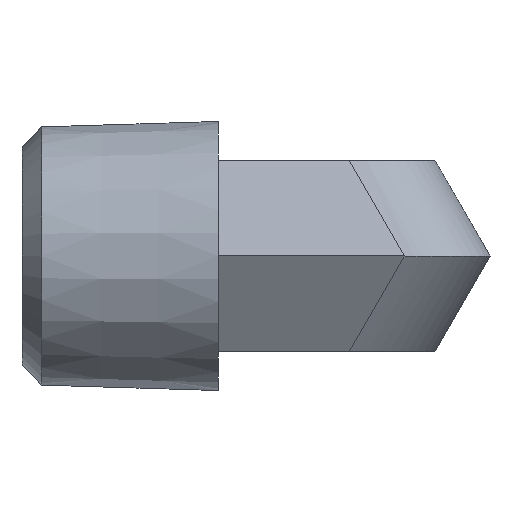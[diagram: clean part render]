
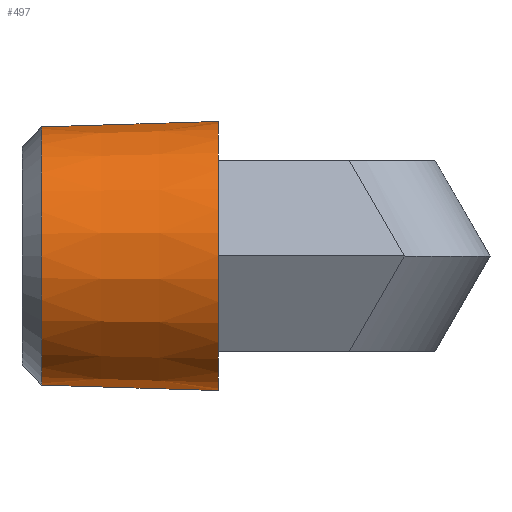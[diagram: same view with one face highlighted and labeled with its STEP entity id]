
A CAD part, left-side view. The second image highlights one B-rep face of the part: STEP entity #497.
In plain terms, the highlighted conical face has half-angle 1.77 degrees and reference radius 8.623 mm.
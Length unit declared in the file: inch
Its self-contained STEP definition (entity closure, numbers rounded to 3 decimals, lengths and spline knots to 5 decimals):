
#44 = CARTESIAN_POINT ( 'NONE',  ( 0., 0.686, -0.3395 ) ) ;
#83 = DIRECTION ( 'NONE',  ( 0., 0., -1. ) ) ;
#93 = EDGE_CURVE ( 'NONE', #751, #1320, #544, .T. ) ;
#120 = CARTESIAN_POINT ( 'NONE',  ( 0., 1.13102, 0.32575 ) ) ;
#176 = VERTEX_POINT ( 'NONE', #120 ) ;
#204 = ORIENTED_EDGE ( 'NONE', *, *, #675, .T. ) ;
#212 = CIRCLE ( 'NONE', #1331, 0.32575 ) ;
#246 = VECTOR ( 'NONE', #771, 39.37008 ) ;
#276 = CARTESIAN_POINT ( 'NONE',  ( 0., 0.686, 0. ) ) ;
#311 = DIRECTION ( 'NONE',  ( 0., 1., 0. ) ) ;
#383 = CARTESIAN_POINT ( 'NONE',  ( 0., 0.686, -0.3395 ) ) ;
#459 = CARTESIAN_POINT ( 'NONE',  ( 0., 0.686, 0.3395 ) ) ;
#497 = ADVANCED_FACE ( 'NONE', ( #741 ), #1054, .T. ) ;
#522 = EDGE_CURVE ( 'NONE', #176, #967, #212, .T. ) ;
#529 = LINE ( 'NONE', #459, #246 ) ;
#544 = CIRCLE ( 'NONE', #1174, 0.3395 ) ;
#576 = DIRECTION ( 'NONE',  ( 0., -1., 0. ) ) ;
#658 = LINE ( 'NONE', #44, #943 ) ;
#675 = EDGE_CURVE ( 'NONE', #967, #751, #658, .T. ) ;
#697 = DIRECTION ( 'NONE',  ( 0., 0., 1. ) ) ;
#700 = DIRECTION ( 'NONE',  ( 0., -1., -0.031 ) ) ;
#709 = DIRECTION ( 'NONE',  ( 0., -1., 0. ) ) ;
#741 = FACE_OUTER_BOUND ( 'NONE', #981, .T. ) ;
#751 = VERTEX_POINT ( 'NONE', #383 ) ;
#771 = DIRECTION ( 'NONE',  ( 0., -1., 0.031 ) ) ;
#854 = CARTESIAN_POINT ( 'NONE',  ( 0., 1.13102, -0.32575 ) ) ;
#936 = ORIENTED_EDGE ( 'NONE', *, *, #1169, .F. ) ;
#943 = VECTOR ( 'NONE', #700, 39.37008 ) ;
#944 = CARTESIAN_POINT ( 'NONE',  ( 0., 0.686, 0. ) ) ;
#967 = VERTEX_POINT ( 'NONE', #854 ) ;
#981 = EDGE_LOOP ( 'NONE', ( #1361, #204, #1031, #936 ) ) ;
#1031 = ORIENTED_EDGE ( 'NONE', *, *, #93, .T. ) ;
#1053 = AXIS2_PLACEMENT_3D ( 'NONE', #276, #576, #697 ) ;
#1054 = CONICAL_SURFACE ( 'NONE', #1053, 0.3395, 0.031 ) ;
#1120 = CARTESIAN_POINT ( 'NONE',  ( 0., 0.686, 0.3395 ) ) ;
#1155 = DIRECTION ( 'NONE',  ( 0., 0., 1. ) ) ;
#1169 = EDGE_CURVE ( 'NONE', #176, #1320, #529, .T. ) ;
#1174 = AXIS2_PLACEMENT_3D ( 'NONE', #944, #311, #1155 ) ;
#1320 = VERTEX_POINT ( 'NONE', #1120 ) ;
#1331 = AXIS2_PLACEMENT_3D ( 'NONE', #1332, #709, #83 ) ;
#1332 = CARTESIAN_POINT ( 'NONE',  ( 0., 1.13102, 0. ) ) ;
#1361 = ORIENTED_EDGE ( 'NONE', *, *, #522, .T. ) ;
